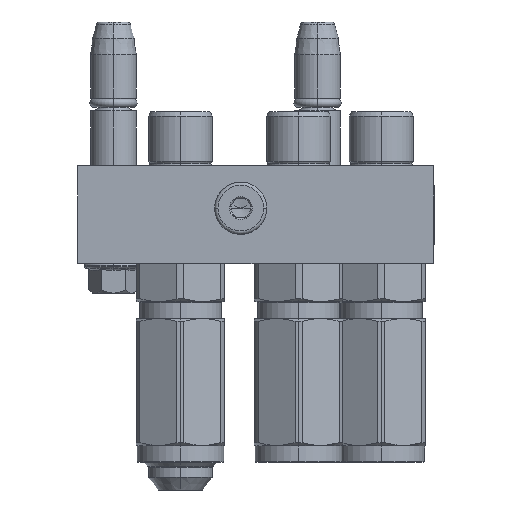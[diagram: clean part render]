
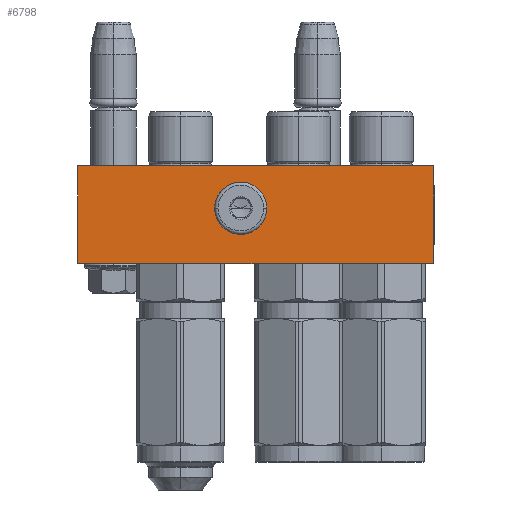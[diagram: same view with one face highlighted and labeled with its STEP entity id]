
A CAD part, front view. The second image highlights one B-rep face of the part: STEP entity #6798.
In plain terms, the highlighted face is planar.
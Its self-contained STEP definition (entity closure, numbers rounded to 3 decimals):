
#849 = CARTESIAN_POINT ( 'NONE',  ( -54.5, 0., -50. ) ) ;
#1346 = AXIS2_PLACEMENT_3D ( 'NONE', #77804, #4288, #53216 ) ;
#2653 = CARTESIAN_POINT ( 'NONE',  ( -5.185, 18.22, -50. ) ) ;
#4288 = DIRECTION ( 'NONE',  ( 0., 0., -1. ) ) ;
#4472 = VERTEX_POINT ( 'NONE', #7467 ) ;
#5439 = ORIENTED_EDGE ( 'NONE', *, *, #46597, .F. ) ;
#6798 = ADVANCED_FACE ( 'NONE', ( #10863, #36664 ), #41970, .T. ) ;
#7349 = VERTEX_POINT ( 'NONE', #52095 ) ;
#7467 = CARTESIAN_POINT ( 'NONE',  ( 54.5, 0., -50. ) ) ;
#8773 = CARTESIAN_POINT ( 'NONE',  ( 0.72, 13., -50. ) ) ;
#9548 = CARTESIAN_POINT ( 'NONE',  ( -9.446, 14.679, -50. ) ) ;
#9811 = CARTESIAN_POINT ( 'NONE',  ( 0.678, 13.683, -50. ) ) ;
#9995 = CARTESIAN_POINT ( 'NONE',  ( 54.5, 30., -50. ) ) ;
#10630 = VECTOR ( 'NONE', #78957, 1000. ) ;
#10863 = FACE_BOUND ( 'NONE', #48173, .T. ) ;
#11135 = CARTESIAN_POINT ( 'NONE',  ( -1.293, 8.825, -50. ) ) ;
#11521 = ORIENTED_EDGE ( 'NONE', *, *, #71869, .T. ) ;
#11522 = VERTEX_POINT ( 'NONE', #849 ) ;
#12195 = EDGE_LOOP ( 'NONE', ( #56879, #21866, #5439, #11521 ) ) ;
#14938 = CARTESIAN_POINT ( 'NONE',  ( 0.72, 13.173, -50. ) ) ;
#14986 = LINE ( 'NONE', #9995, #76228 ) ;
#15111 = CARTESIAN_POINT ( 'NONE',  ( -9.678, 12.317, -50. ) ) ;
#15741 = CARTESIAN_POINT ( 'NONE',  ( -9.719, 13.346, -50. ) ) ;
#15907 = CARTESIAN_POINT ( 'NONE',  ( -5.865, 7.915, -50. ) ) ;
#16162 = CARTESIAN_POINT ( 'NONE',  ( -9.72, 12.827, -50. ) ) ;
#17854 = CARTESIAN_POINT ( 'NONE',  ( 0.545, 11.647, -50. ) ) ;
#18107 = CARTESIAN_POINT ( 'NONE',  ( 0.388, 11.16, -50. ) ) ;
#18929 = VERTEX_POINT ( 'NONE', #48371 ) ;
#21256 = CARTESIAN_POINT ( 'NONE',  ( -7.13, 8.44, -50. ) ) ;
#21848 = ORIENTED_EDGE ( 'NONE', *, *, #29379, .T. ) ;
#21866 = ORIENTED_EDGE ( 'NONE', *, *, #37136, .F. ) ;
#22048 = CARTESIAN_POINT ( 'NONE',  ( -9.553, 11.646, -50. ) ) ;
#23473 = CARTESIAN_POINT ( 'NONE',  ( 0.72, 13., -50. ) ) ;
#23550 = DIRECTION ( 'NONE',  ( 0., 1., 0. ) ) ;
#23850 = EDGE_CURVE ( 'NONE', #7349, #34767, #49645, .T. ) ;
#24596 = CARTESIAN_POINT ( 'NONE',  ( -54.5, 0., -50. ) ) ;
#25790 = CARTESIAN_POINT ( 'NONE',  ( -4.5, 7.78, -50. ) ) ;
#26012 = CARTESIAN_POINT ( 'NONE',  ( 54.5, 0., -50. ) ) ;
#26863 = CARTESIAN_POINT ( 'NONE',  ( -54.5, 30., -50. ) ) ;
#27247 = CARTESIAN_POINT ( 'NONE',  ( 0.653, 13.85, -50. ) ) ;
#27412 = CARTESIAN_POINT ( 'NONE',  ( -7.707, 8.825, -50. ) ) ;
#27777 = CARTESIAN_POINT ( 'NONE',  ( -3.815, 18.22, -50. ) ) ;
#29379 = EDGE_CURVE ( 'NONE', #34767, #18929, #76760, .T. ) ;
#33410 = B_SPLINE_CURVE_WITH_KNOTS ( 'NONE', 3,
 ( #8773, #14938, #63816, #9811, #27247, #76451, #57717, #76980, #70542, #52374, #46250, #69998, #27777, #2653, #64348, #52643, #33932, #39788, #57453, #76724, #9548, #76181, #45457, #64606, #15741, #40069 ),
 .UNSPECIFIED., .F., .F.,
 ( 4, 2, 2, 2, 2, 2, 2, 2, 2, 2, 2, 2, 4 ),
 ( 0., 0.031, 0.062, 0.125, 0.25, 0.375, 0.5, 0.625, 0.75, 0.875, 0.906, 0.937, 1. ),
 .UNSPECIFIED. ) ;
#33932 = CARTESIAN_POINT ( 'NONE',  ( -7.707, 17.175, -50. ) ) ;
#34767 = VERTEX_POINT ( 'NONE', #25790 ) ;
#34933 = ORIENTED_EDGE ( 'NONE', *, *, #23850, .T. ) ;
#35529 = LINE ( 'NONE', #72814, #10630 ) ;
#36290 = CARTESIAN_POINT ( 'NONE',  ( -1.87, 8.439, -50. ) ) ;
#36664 = FACE_OUTER_BOUND ( 'NONE', #12195, .T. ) ;
#37136 = EDGE_CURVE ( 'NONE', #38233, #41832, #14986, .T. ) ;
#38233 = VERTEX_POINT ( 'NONE', #47835 ) ;
#39695 = CARTESIAN_POINT ( 'NONE',  ( -9.454, 11.319, -50. ) ) ;
#39788 = CARTESIAN_POINT ( 'NONE',  ( -8.675, 16.207, -50. ) ) ;
#40069 = CARTESIAN_POINT ( 'NONE',  ( -9.72, 13., -50. ) ) ;
#41832 = VERTEX_POINT ( 'NONE', #26863 ) ;
#41970 = PLANE ( 'NONE',  #1346 ) ;
#42443 = CARTESIAN_POINT ( 'NONE',  ( 0.719, 12.654, -50. ) ) ;
#43142 = VECTOR ( 'NONE', #68751, 1000. ) ;
#45457 = CARTESIAN_POINT ( 'NONE',  ( -9.586, 14.185, -50. ) ) ;
#45911 = CARTESIAN_POINT ( 'NONE',  ( -9.653, 12.15, -50. ) ) ;
#46250 = CARTESIAN_POINT ( 'NONE',  ( -1.87, 17.56, -50. ) ) ;
#46597 = EDGE_CURVE ( 'NONE', #4472, #38233, #61253, .T. ) ;
#47557 = CARTESIAN_POINT ( 'NONE',  ( 0.061, 10.371, -50. ) ) ;
#47830 = CARTESIAN_POINT ( 'NONE',  ( -3.135, 7.916, -50. ) ) ;
#47835 = CARTESIAN_POINT ( 'NONE',  ( 54.5, 30., -50. ) ) ;
#48173 = EDGE_LOOP ( 'NONE', ( #34933, #21848, #65272 ) ) ;
#48344 = CARTESIAN_POINT ( 'NONE',  ( 0.686, 12.315, -50. ) ) ;
#48371 = CARTESIAN_POINT ( 'NONE',  ( 0.72, 13., -50. ) ) ;
#49645 = B_SPLINE_CURVE_WITH_KNOTS ( 'NONE', 3,
 ( #52554, #16162, #76361, #15111, #45911, #22048, #39695, #52294, #77149, #27412, #21256, #15907, #58667, #64783 ),
 .UNSPECIFIED., .F., .F.,
 ( 4, 2, 2, 2, 2, 2, 4 ),
 ( 0., 0.031, 0.063, 0.125, 0.25, 0.375, 0.5 ),
 .UNSPECIFIED. ) ;
#52095 = CARTESIAN_POINT ( 'NONE',  ( -9.72, 13., -50. ) ) ;
#52294 = CARTESIAN_POINT ( 'NONE',  ( -9.061, 10.37, -50. ) ) ;
#52374 = CARTESIAN_POINT ( 'NONE',  ( -1.293, 17.175, -50. ) ) ;
#52554 = CARTESIAN_POINT ( 'NONE',  ( -9.72, 13., -50. ) ) ;
#52643 = CARTESIAN_POINT ( 'NONE',  ( -7.13, 17.561, -50. ) ) ;
#53216 = DIRECTION ( 'NONE',  ( -1., 0., 0. ) ) ;
#53691 = CARTESIAN_POINT ( 'NONE',  ( -3.815, 7.78, -50. ) ) ;
#56879 = ORIENTED_EDGE ( 'NONE', *, *, #77460, .T. ) ;
#57453 = CARTESIAN_POINT ( 'NONE',  ( -9.061, 15.629, -50. ) ) ;
#57717 = CARTESIAN_POINT ( 'NONE',  ( 0.454, 14.681, -50. ) ) ;
#58667 = CARTESIAN_POINT ( 'NONE',  ( -5.185, 7.78, -50. ) ) ;
#60049 = CARTESIAN_POINT ( 'NONE',  ( -0.325, 9.793, -50. ) ) ;
#61253 = LINE ( 'NONE', #26012, #43142 ) ;
#63816 = CARTESIAN_POINT ( 'NONE',  ( 0.711, 13.344, -50. ) ) ;
#64348 = CARTESIAN_POINT ( 'NONE',  ( -5.865, 18.084, -50. ) ) ;
#64586 = LINE ( 'NONE', #24596, #78968 ) ;
#64606 = CARTESIAN_POINT ( 'NONE',  ( -9.686, 13.685, -50. ) ) ;
#64783 = CARTESIAN_POINT ( 'NONE',  ( -4.5, 7.78, -50. ) ) ;
#65272 = ORIENTED_EDGE ( 'NONE', *, *, #76615, .T. ) ;
#68751 = DIRECTION ( 'NONE',  ( 0., 1., 0. ) ) ;
#69998 = CARTESIAN_POINT ( 'NONE',  ( -3.135, 18.085, -50. ) ) ;
#70542 = CARTESIAN_POINT ( 'NONE',  ( -0.325, 16.207, -50. ) ) ;
#71869 = EDGE_CURVE ( 'NONE', #4472, #11522, #35529, .T. ) ;
#72814 = CARTESIAN_POINT ( 'NONE',  ( 54.5, 0., -50. ) ) ;
#76181 = CARTESIAN_POINT ( 'NONE',  ( -9.545, 14.353, -50. ) ) ;
#76228 = VECTOR ( 'NONE', #77173, 1000. ) ;
#76361 = CARTESIAN_POINT ( 'NONE',  ( -9.711, 12.656, -50. ) ) ;
#76451 = CARTESIAN_POINT ( 'NONE',  ( 0.553, 14.354, -50. ) ) ;
#76615 = EDGE_CURVE ( 'NONE', #18929, #7349, #33410, .T. ) ;
#76724 = CARTESIAN_POINT ( 'NONE',  ( -9.388, 14.84, -50. ) ) ;
#76760 = B_SPLINE_CURVE_WITH_KNOTS ( 'NONE', 3,
 ( #78263, #53691, #47830, #36290, #11135, #60049, #47557, #18107, #78525, #17854, #79050, #48344, #42443, #23473 ),
 .UNSPECIFIED., .F., .F.,
 ( 4, 2, 2, 2, 2, 2, 4 ),
 ( 0.5, 0.625, 0.75, 0.875, 0.906, 0.938, 1. ),
 .UNSPECIFIED. ) ;
#76980 = CARTESIAN_POINT ( 'NONE',  ( 0.061, 15.63, -50. ) ) ;
#77149 = CARTESIAN_POINT ( 'NONE',  ( -8.675, 9.793, -50. ) ) ;
#77173 = DIRECTION ( 'NONE',  ( -1., 0., 0. ) ) ;
#77460 = EDGE_CURVE ( 'NONE', #11522, #41832, #64586, .T. ) ;
#77804 = CARTESIAN_POINT ( 'NONE',  ( 54.5, 0., -50. ) ) ;
#78263 = CARTESIAN_POINT ( 'NONE',  ( -4.5, 7.78, -50. ) ) ;
#78525 = CARTESIAN_POINT ( 'NONE',  ( 0.446, 11.321, -50. ) ) ;
#78957 = DIRECTION ( 'NONE',  ( -1., 0., 0. ) ) ;
#78968 = VECTOR ( 'NONE', #23550, 1000. ) ;
#79050 = CARTESIAN_POINT ( 'NONE',  ( 0.586, 11.815, -50. ) ) ;
